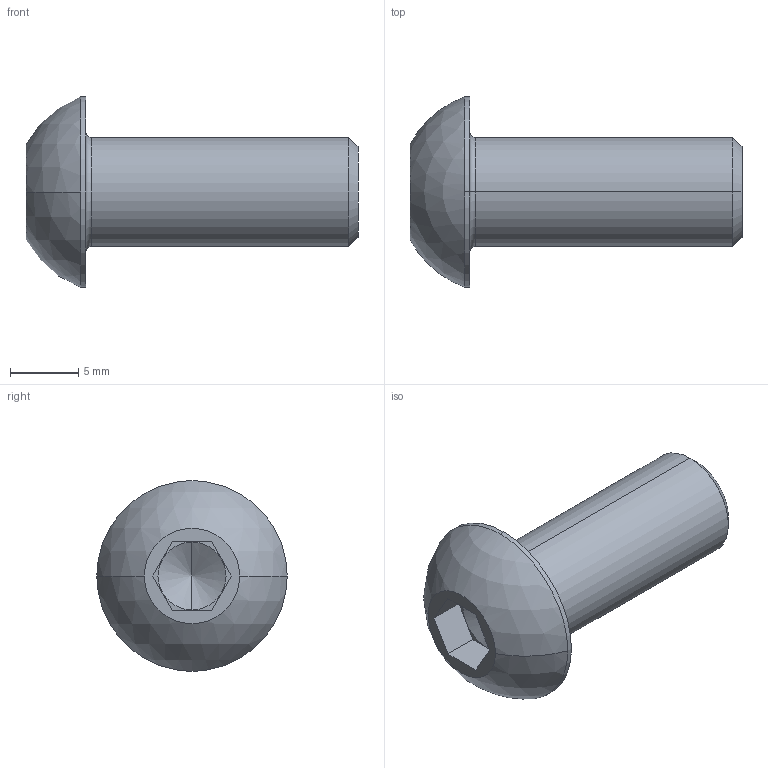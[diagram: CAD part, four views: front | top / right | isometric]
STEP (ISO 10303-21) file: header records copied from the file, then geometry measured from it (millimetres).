
FILE_DESCRIPTION (( 'STEP AP214' ), '1' );
FILE_NAME ('Z42.ER1.002.020.STEP', '2021-03-31T07:25:59', ( '' ), ( '' ), 'SwSTEP 2.0', 'SolidWorks 2017', '' );
FILE_SCHEMA (( 'AUTOMOTIVE_DESIGN' ));
Length unit declared in the file: millimetre
Products named in the file (1): Z42.ER1.002.020
Bounding box: 24.4 x 14 x 14 mm (x, y, z)
Volume: 1414.1 mm3; surface area: 933.1 mm2
Topology: 1 solids, 1 shells, 27 faces, 60 edges, 35 vertices
Faces by surface type: plane 15, cone 4, cylinder 4, torus 2, sphere 2
Entity records: 764 total; most frequent: DIRECTION 140, CARTESIAN_POINT 121, ORIENTED_EDGE 116, EDGE_CURVE 58, AXIS2_PLACEMENT_3D 54, VERTEX_POINT 35, LINE 32, VECTOR 32
